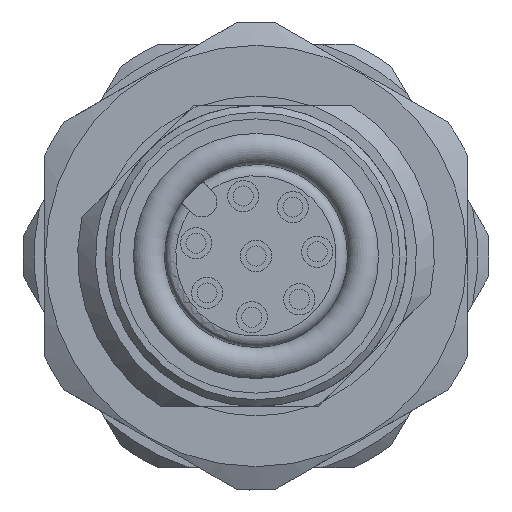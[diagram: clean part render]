
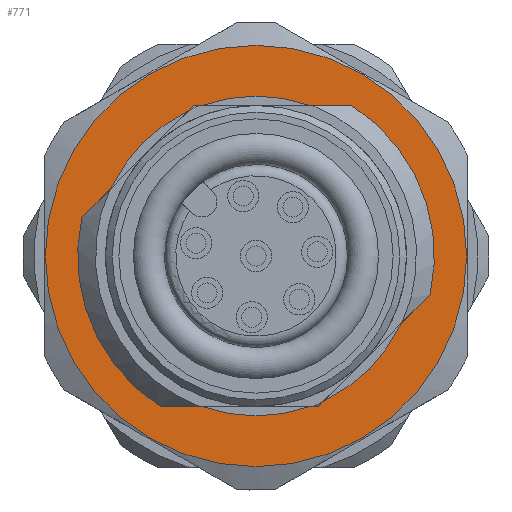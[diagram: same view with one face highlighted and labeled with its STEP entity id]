
A CAD part, left-side view. The second image highlights one B-rep face of the part: STEP entity #771.
In plain terms, the highlighted planar face has unit normal (-1, 0, 0).
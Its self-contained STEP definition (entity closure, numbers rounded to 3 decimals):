
#302=PLANE('',#5383);
#771=ADVANCED_FACE('',(#1773,#1774),#302,.T.);
#1018=LINE('',#7550,#1380);
#1025=LINE('',#7563,#1387);
#1026=LINE('',#7565,#1388);
#1032=LINE('',#7575,#1394);
#1033=LINE('',#7578,#1395);
#1035=LINE('',#7582,#1397);
#1042=LINE('',#7595,#1404);
#1043=LINE('',#7597,#1405);
#1380=VECTOR('',#5829,1.);
#1387=VECTOR('',#5836,1.);
#1388=VECTOR('',#5839,1.);
#1394=VECTOR('',#5845,1.);
#1395=VECTOR('',#5850,1.);
#1397=VECTOR('',#5852,1.);
#1404=VECTOR('',#5861,1.);
#1405=VECTOR('',#5862,1.);
#1773=FACE_BOUND('',#2127,.T.);
#1774=FACE_BOUND('',#2128,.T.);
#2127=EDGE_LOOP('',(#3377));
#2128=EDGE_LOOP('',(#3378,#3379,#3380,#3381,#3382,#3383,#3384,#3385,#3386,
#3387,#3388,#3389,#3390,#3391));
#3377=ORIENTED_EDGE('',*,*,#4600,.F.);
#3378=ORIENTED_EDGE('',*,*,#4225,.F.);
#3379=ORIENTED_EDGE('',*,*,#4239,.F.);
#3380=ORIENTED_EDGE('',*,*,#4601,.F.);
#3381=ORIENTED_EDGE('',*,*,#4233,.F.);
#3382=ORIENTED_EDGE('',*,*,#4207,.F.);
#3383=ORIENTED_EDGE('',*,*,#4249,.T.);
#3384=ORIENTED_EDGE('',*,*,#4602,.F.);
#3385=ORIENTED_EDGE('',*,*,#4250,.T.);
#3386=ORIENTED_EDGE('',*,*,#4240,.T.);
#3387=ORIENTED_EDGE('',*,*,#4603,.F.);
#3388=ORIENTED_EDGE('',*,*,#4242,.T.);
#3389=ORIENTED_EDGE('',*,*,#3982,.F.);
#3390=ORIENTED_EDGE('',*,*,#4232,.F.);
#3391=ORIENTED_EDGE('',*,*,#4604,.F.);
#3504=VERTEX_POINT('',#6859);
#3506=VERTEX_POINT('',#6862);
#3679=VERTEX_POINT('',#7498);
#3680=VERTEX_POINT('',#7500);
#3693=VERTEX_POINT('',#7549);
#3694=VERTEX_POINT('',#7551);
#3699=VERTEX_POINT('',#7562);
#3700=VERTEX_POINT('',#7566);
#3703=VERTEX_POINT('',#7574);
#3704=VERTEX_POINT('',#7579);
#3705=VERTEX_POINT('',#7580);
#3706=VERTEX_POINT('',#7583);
#3711=VERTEX_POINT('',#7596);
#3712=VERTEX_POINT('',#7598);
#3945=VERTEX_POINT('',#8567);
#3982=EDGE_CURVE('',#3504,#3506,#4650,.T.);
#4207=EDGE_CURVE('',#3679,#3680,#4717,.T.);
#4225=EDGE_CURVE('',#3693,#3694,#1018,.T.);
#4232=EDGE_CURVE('',#3699,#3504,#1025,.T.);
#4233=EDGE_CURVE('',#3680,#3700,#1026,.T.);
#4239=EDGE_CURVE('',#3703,#3693,#1032,.T.);
#4240=EDGE_CURVE('',#3704,#3705,#1033,.T.);
#4242=EDGE_CURVE('',#3706,#3506,#1035,.T.);
#4249=EDGE_CURVE('',#3679,#3711,#1042,.T.);
#4250=EDGE_CURVE('',#3712,#3704,#1043,.T.);
#4600=EDGE_CURVE('',#3945,#3945,#4871,.T.);
#4601=EDGE_CURVE('',#3700,#3703,#4872,.T.);
#4602=EDGE_CURVE('',#3712,#3711,#4873,.T.);
#4603=EDGE_CURVE('',#3706,#3705,#4874,.T.);
#4604=EDGE_CURVE('',#3694,#3699,#4875,.T.);
#4650=CIRCLE('',#4899,8.);
#4717=CIRCLE('',#5007,8.);
#4871=CIRCLE('',#5378,9.45);
#4872=CIRCLE('',#5379,7.172);
#4873=CIRCLE('',#5380,7.172);
#4874=CIRCLE('',#5381,7.172);
#4875=CIRCLE('',#5382,7.172);
#4899=AXIS2_PLACEMENT_3D('',#6861,#5439,#5440);
#5007=AXIS2_PLACEMENT_3D('',#7499,#5775,#5776);
#5378=AXIS2_PLACEMENT_3D('',#8566,#6736,#6737);
#5379=AXIS2_PLACEMENT_3D('',#8568,#6738,#6739);
#5380=AXIS2_PLACEMENT_3D('',#8569,#6740,#6741);
#5381=AXIS2_PLACEMENT_3D('',#8570,#6742,#6743);
#5382=AXIS2_PLACEMENT_3D('',#8571,#6744,#6745);
#5383=AXIS2_PLACEMENT_3D('',#8572,#6746,#6747);
#5439=DIRECTION('',(-1.,0.,0.));
#5440=DIRECTION('',(0.,0.,1.));
#5775=DIRECTION('',(-1.,0.,0.));
#5776=DIRECTION('',(0.,0.,1.));
#5829=DIRECTION('',(0.,0.707,-0.707));
#5836=DIRECTION('',(0.,0.707,-0.707));
#5839=DIRECTION('',(0.,1.,0.));
#5845=DIRECTION('',(0.,1.,0.));
#5850=DIRECTION('',(0.,1.,0.));
#5852=DIRECTION('',(0.,1.,0.));
#5861=DIRECTION('',(0.,0.707,-0.707));
#5862=DIRECTION('',(0.,0.707,-0.707));
#6736=DIRECTION('',(1.,0.,0.));
#6737=DIRECTION('',(0.,-0.5,0.866));
#6738=DIRECTION('',(-1.,0.,0.));
#6739=DIRECTION('',(0.,0.5,-0.866));
#6740=DIRECTION('',(-1.,0.,0.));
#6741=DIRECTION('',(0.,0.5,-0.866));
#6742=DIRECTION('',(-1.,0.,0.));
#6743=DIRECTION('',(0.,0.5,-0.866));
#6744=DIRECTION('',(-1.,0.,0.));
#6745=DIRECTION('',(0.,0.5,-0.866));
#6746=DIRECTION('',(-1.,0.,0.));
#6747=DIRECTION('',(0.,0.5,-0.866));
#6859=CARTESIAN_POINT('',(9.5,7.809,1.737));
#6861=CARTESIAN_POINT('',(9.5,0.,0.));
#6862=CARTESIAN_POINT('',(9.5,4.294,-6.75));
#7498=CARTESIAN_POINT('',(9.5,-7.809,-1.737));
#7499=CARTESIAN_POINT('',(9.5,0.,0.));
#7500=CARTESIAN_POINT('',(9.5,-4.294,6.75));
#7549=CARTESIAN_POINT('',(9.5,2.796,6.75));
#7550=CARTESIAN_POINT('',(9.5,8.835,0.711));
#7551=CARTESIAN_POINT('',(9.5,3.059,6.487));
#7562=CARTESIAN_POINT('',(9.5,6.487,3.059));
#7563=CARTESIAN_POINT('',(9.5,8.835,0.711));
#7565=CARTESIAN_POINT('',(9.5,2.796,6.75));
#7566=CARTESIAN_POINT('',(9.5,-2.424,6.75));
#7574=CARTESIAN_POINT('',(9.5,2.424,6.75));
#7575=CARTESIAN_POINT('',(9.5,2.796,6.75));
#7578=CARTESIAN_POINT('',(9.5,5.744,-6.75));
#7579=CARTESIAN_POINT('',(9.5,-2.796,-6.75));
#7580=CARTESIAN_POINT('',(9.5,-2.424,-6.75));
#7582=CARTESIAN_POINT('',(9.5,5.744,-6.75));
#7583=CARTESIAN_POINT('',(9.5,2.424,-6.75));
#7595=CARTESIAN_POINT('',(9.5,-2.796,-6.75));
#7596=CARTESIAN_POINT('',(9.5,-6.487,-3.059));
#7597=CARTESIAN_POINT('',(9.5,-2.796,-6.75));
#7598=CARTESIAN_POINT('',(9.5,-3.059,-6.487));
#8566=CARTESIAN_POINT('',(9.5,0.,0.));
#8567=CARTESIAN_POINT('',(9.5,-4.725,8.184));
#8568=CARTESIAN_POINT('',(9.5,0.,0.));
#8569=CARTESIAN_POINT('',(9.5,0.,0.));
#8570=CARTESIAN_POINT('',(9.5,0.,0.));
#8571=CARTESIAN_POINT('',(9.5,0.,0.));
#8572=CARTESIAN_POINT('',(9.5,0.,0.));
